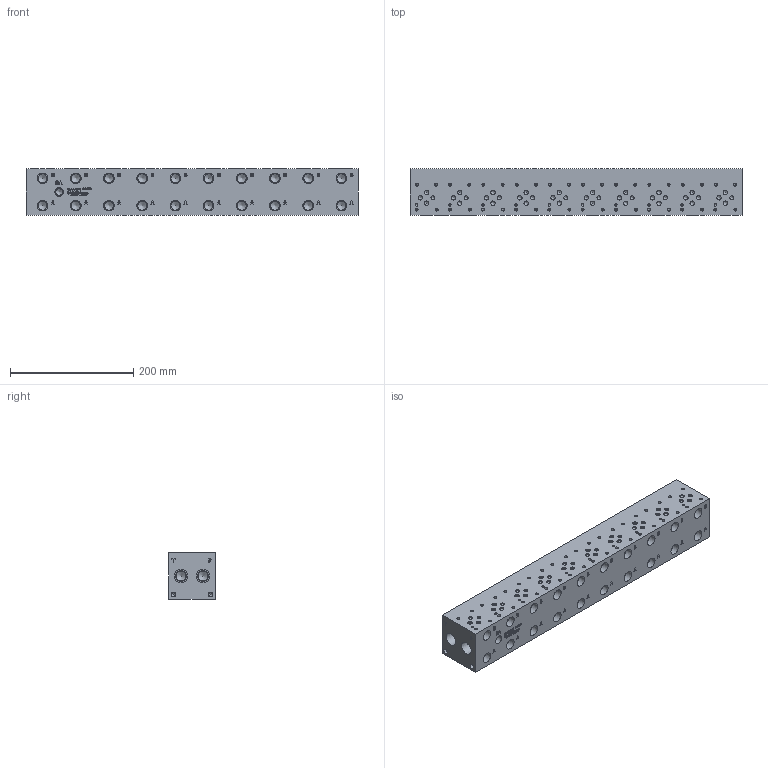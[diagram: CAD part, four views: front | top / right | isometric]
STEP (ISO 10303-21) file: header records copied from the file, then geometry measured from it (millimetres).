
FILE_DESCRIPTION(/* description */ (''),/* implementation_level */ '2;1');
FILE_NAME(/* name */ '_D03P102P.stp',/* time_stamp */ '2022-10-17T11:26:49-04:00',/* author */ ('mikeh'),/* organization */ (''),/* preprocessor_version */ 'ST-DEVELOPER v18',/* originating_system */ 'Autodesk Inventor 2020',/* authorisation */ '');
FILE_SCHEMA (('AUTOMOTIVE_DESIGN { 1 0 10303 214 3 1 1 }'));
Length unit declared in the file: millimetre
Products named in the file (1): Part_AD03P102P_3D
Bounding box: 539.75 x 76.2 x 76.2 mm (x, y, z)
Volume: 3010862.3 mm3; surface area: 214458.8 mm2
Topology: 1 solids, 1 shells, 1179 faces, 3253 edges, 2230 vertices
Faces by surface type: plane 607, bspline 257, cylinder 192, cone 123
Full cylindrical faces by diameter (mm): 3.785 x40, 3.962 x10, 4.826 x40, 6.35 x10, 6.528 x4, 7.137 x30, 7.925 x4, 10.719 x1, 13.868 x1, 14.3 x20, 15.875 x4, 17.297 x20, 17.475 x4, 21.59 x4
Entity records: 39413 total; most frequent: CARTESIAN_POINT 9885, ORIENTED_EDGE 6268, DIRECTION 5161, EDGE_CURVE 3134, VERTEX_POINT 2230, LINE 1925, VECTOR 1925, AXIS2_PLACEMENT_3D 1618
